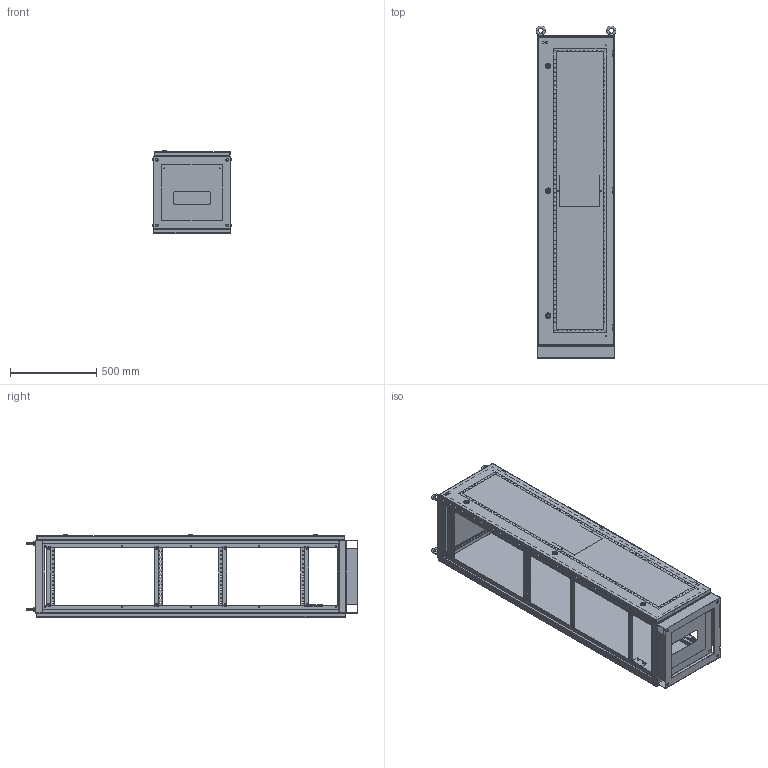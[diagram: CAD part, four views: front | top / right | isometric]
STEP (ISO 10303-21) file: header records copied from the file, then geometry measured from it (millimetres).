
FILE_DESCRIPTION (( 'STEP AP214' ), '1' );
FILE_NAME ('YKM1-C3-1844-31 Øêàô íàïîëüíûé öåëüíîñâàðíîé ÂÐÓ-1 18.45.45 IP31 TITAN.STEP', '2016-09-22T07:25:42', ( 'user' ), ( '' ), 'SwSTEP 2.0', 'SolidWorks 2014', '' );
FILE_SCHEMA (( 'AUTOMOTIVE_DESIGN' ));
Length unit declared in the file: millimetre
Products named in the file (5): Îáîëî÷êà ÂÐÓ-1 1800õ450õ450 IP31; Ñòåíêà çàäíÿÿ äëÿ ÂÐÓ-õ 1800õ450 IP31; Öîêîëü äëÿ ÂÐÓ 450õ450; YKM1-C3-1844-31 Øêàô íàïîëüíûé öåëüíîñâàðíîé ÂÐÓ-1 18.45.45 IP31 TITAN; Äâåðü äëÿ ÂÐÓ-1 1800õ450 IP31
Assembly tree (4 placements, depth 2):
  YKM1-C3-1844-31 Øêàô íàïîëüíûé öåëüíîñâàðíîé ÂÐÓ-1 18.45.45 IP31 TITAN
    Îáîëî÷êà ÂÐÓ-1 1800õ450õ450 IP31
    Äâåðü äëÿ ÂÐÓ-1 1800õ450 IP31
    Ñòåíêà çàäíÿÿ äëÿ ÂÐÓ-õ 1800õ450 IP31
    Öîêîëü äëÿ ÂÐÓ 450õ450
Bounding box: 464 x 1926 x 477.5 mm (x, y, z)
Volume: 6354847 mm3; surface area: 7409623.7 mm2
Topology: 26 solids, 26 shells, 2426 faces, 6254 edges, 4074 vertices
Faces by surface type: plane 1532, cylinder 698, cone 142, bspline 24, torus 22, sphere 8
Entity records: 76514 total; most frequent: CARTESIAN_POINT 14813, ORIENTED_EDGE 12508, DIRECTION 12312, EDGE_CURVE 6254, LINE 4302, VECTOR 4302, VERTEX_POINT 4074, AXIS2_PLACEMENT_3D 4005
